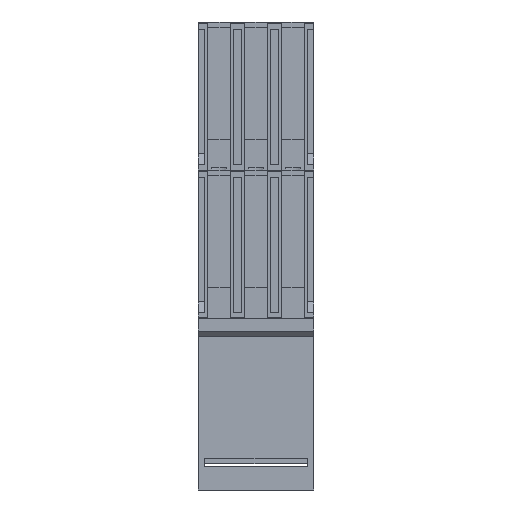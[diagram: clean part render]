
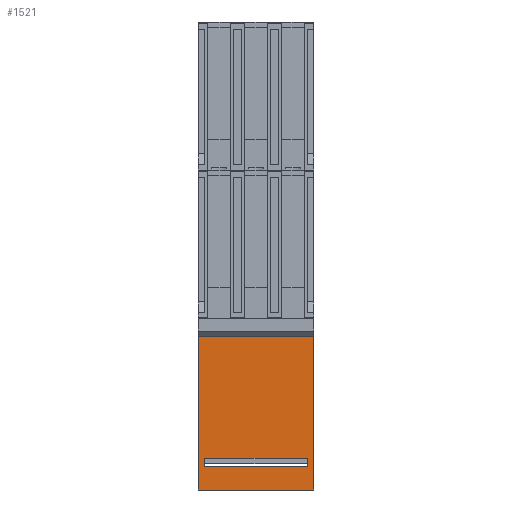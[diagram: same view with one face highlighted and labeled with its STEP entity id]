
A CAD part, front view. The second image highlights one B-rep face of the part: STEP entity #1521.
In plain terms, the highlighted planar face has unit normal (0, -1, 0).
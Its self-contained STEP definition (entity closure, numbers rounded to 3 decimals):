
#1521=ADVANCED_FACE('NONE',(#3956,#3957),#3958,.T.);
#3956=FACE_OUTER_BOUND('',#8589,.T.);
#3957=FACE_BOUND('',#8590,.T.);
#3958=PLANE('',#8591);
#8589=EDGE_LOOP('',(#18598,#18599,#18600,#18601,#18602,#18603));
#8590=EDGE_LOOP('',(#18604,#18605,#18606,#18607));
#8591=AXIS2_PLACEMENT_3D('',#18608,#18609,#18610);
#18598=ORIENTED_EDGE('',*,*,#26804,.T.);
#18599=ORIENTED_EDGE('',*,*,#27556,.F.);
#18600=ORIENTED_EDGE('',*,*,#27557,.F.);
#18601=ORIENTED_EDGE('',*,*,#27527,.F.);
#18602=ORIENTED_EDGE('',*,*,#27558,.F.);
#18603=ORIENTED_EDGE('',*,*,#27411,.T.);
#18604=ORIENTED_EDGE('',*,*,#27559,.F.);
#18605=ORIENTED_EDGE('',*,*,#27560,.F.);
#18606=ORIENTED_EDGE('',*,*,#27561,.F.);
#18607=ORIENTED_EDGE('',*,*,#27043,.F.);
#18608=CARTESIAN_POINT('',(0.0,13.89,29.9));
#18609=DIRECTION('',(0.0,-1.0,0.0));
#18610=DIRECTION('',(0.0,0.0,1.0));
#26804=EDGE_CURVE('NONE',#31405,#31403,#31406,.T.);
#27043=EDGE_CURVE('NONE',#31807,#31809,#31810,.T.);
#27411=EDGE_CURVE('NONE',#32399,#31405,#32400,.T.);
#27527=EDGE_CURVE('NONE',#32601,#32596,#32603,.T.);
#27556=EDGE_CURVE('NONE',#32644,#31403,#32645,.T.);
#27557=EDGE_CURVE('NONE',#32596,#32644,#32646,.T.);
#27558=EDGE_CURVE('NONE',#32399,#32601,#32647,.T.);
#27559=EDGE_CURVE('NONE',#32648,#31807,#32649,.T.);
#27560=EDGE_CURVE('NONE',#32650,#32648,#32651,.T.);
#27561=EDGE_CURVE('NONE',#31809,#32650,#32652,.T.);
#31403=VERTEX_POINT('NONE',#38827);
#31405=VERTEX_POINT('NONE',#38830);
#31406=LINE('',#38831,#38832);
#31807=VERTEX_POINT('NONE',#39403);
#31809=VERTEX_POINT('NONE',#39406);
#31810=LINE('',#39407,#39408);
#32399=VERTEX_POINT('NONE',#40239);
#32400=LINE('',#40240,#40241);
#32596=VERTEX_POINT('NONE',#40535);
#32601=VERTEX_POINT('NONE',#40542);
#32603=LINE('',#40545,#40546);
#32644=VERTEX_POINT('NONE',#40605);
#32645=LINE('',#40606,#40607);
#32646=LINE('',#40608,#40609);
#32647=LINE('',#40610,#40611);
#32648=VERTEX_POINT('NONE',#40612);
#32649=LINE('',#40613,#40614);
#32650=VERTEX_POINT('NONE',#40615);
#32651=LINE('',#40616,#40617);
#32652=LINE('',#40618,#40619);
#38827=CARTESIAN_POINT('',(22.5,13.89,0.));
#38830=CARTESIAN_POINT('',(0.0,13.89,0.));
#38831=CARTESIAN_POINT('',(0.0,13.89,0.));
#38832=VECTOR('',#51075,1000.0);
#39403=CARTESIAN_POINT('',(1.253,13.89,4.5));
#39406=CARTESIAN_POINT('',(21.253,13.89,4.5));
#39407=CARTESIAN_POINT('',(0.0,13.89,4.5));
#39408=VECTOR('',#51403,1000.0);
#40239=CARTESIAN_POINT('',(0.0,13.89,29.9));
#40240=CARTESIAN_POINT('',(0.0,13.89,29.9));
#40241=VECTOR('',#51871,1000.0);
#40535=CARTESIAN_POINT('',(22.48,13.89,29.9));
#40542=CARTESIAN_POINT('',(0.02,13.89,29.9));
#40545=CARTESIAN_POINT('',(0.0,13.89,29.9));
#40546=VECTOR('',#51988,1000.0);
#40605=CARTESIAN_POINT('',(22.5,13.89,29.9));
#40606=CARTESIAN_POINT('',(22.5,13.89,29.9));
#40607=VECTOR('',#52019,1000.0);
#40608=CARTESIAN_POINT('',(0.0,13.89,29.9));
#40609=VECTOR('',#52020,1000.0);
#40610=CARTESIAN_POINT('',(0.0,13.89,29.9));
#40611=VECTOR('',#52021,1000.0);
#40612=CARTESIAN_POINT('',(1.253,13.89,6.2));
#40613=CARTESIAN_POINT('',(1.253,13.89,29.9));
#40614=VECTOR('',#52022,1000.0);
#40615=CARTESIAN_POINT('',(21.253,13.89,6.2));
#40616=CARTESIAN_POINT('',(0.0,13.89,6.2));
#40617=VECTOR('',#52023,1000.0);
#40618=CARTESIAN_POINT('',(21.253,13.89,29.9));
#40619=VECTOR('',#52024,1000.0);
#51075=DIRECTION('',(1.0,0.0,0.0));
#51403=DIRECTION('',(1.0,0.0,0.0));
#51871=DIRECTION('',(0.0,0.0,-1.0));
#51988=DIRECTION('',(1.0,0.0,0.0));
#52019=DIRECTION('',(0.0,0.0,-1.0));
#52020=DIRECTION('',(1.0,0.0,0.0));
#52021=DIRECTION('',(1.0,0.0,0.0));
#52022=DIRECTION('',(0.0,0.0,-1.0));
#52023=DIRECTION('',(-1.0,0.0,0.0));
#52024=DIRECTION('',(0.0,0.0,1.0));
